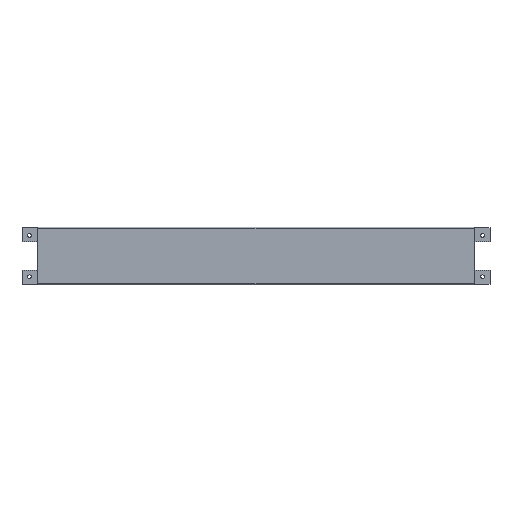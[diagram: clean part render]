
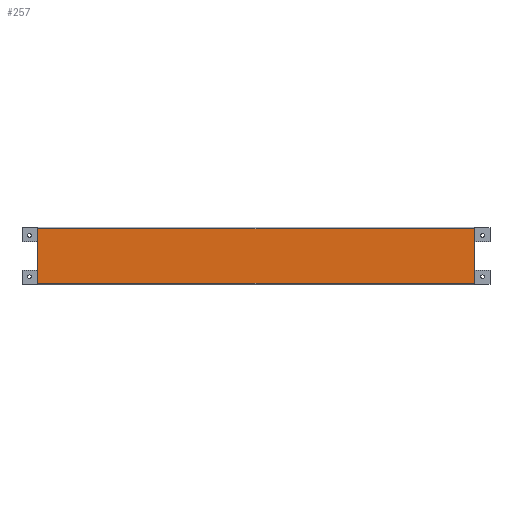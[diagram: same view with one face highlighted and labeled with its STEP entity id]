
A CAD part, top view. The second image highlights one B-rep face of the part: STEP entity #257.
In plain terms, the highlighted planar face has unit normal (0, 0, 1).
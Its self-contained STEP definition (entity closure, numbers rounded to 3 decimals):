
#3 = DIRECTION ( 'NONE',  ( 0., 0., 1. ) ) ;
#153 = VECTOR ( 'NONE', #1224, 1000. ) ;
#154 = LINE ( 'NONE', #1239, #153 ) ;
#257 = ADVANCED_FACE ( 'NONE', ( #1083 ), #1713, .T. ) ;
#273 = VECTOR ( 'NONE', #1540, 1000. ) ;
#278 = LINE ( 'NONE', #1399, #273 ) ;
#314 = EDGE_CURVE ( 'NONE', #1001, #990, #1104, .T. ) ;
#317 = EDGE_CURVE ( 'NONE', #990, #985, #1070, .T. ) ;
#409 = ORIENTED_EDGE ( 'NONE', *, *, #696, .T. ) ;
#410 = ORIENTED_EDGE ( 'NONE', *, *, #811, .T. ) ;
#416 = ORIENTED_EDGE ( 'NONE', *, *, #314, .T. ) ;
#417 = ORIENTED_EDGE ( 'NONE', *, *, #317, .T. ) ;
#696 = EDGE_CURVE ( 'NONE', #985, #999, #154, .T. ) ;
#764 = EDGE_LOOP ( 'NONE', ( #416, #417, #409, #410 ) ) ;
#811 = EDGE_CURVE ( 'NONE', #999, #1001, #278, .T. ) ;
#858 = CARTESIAN_POINT ( 'NONE',  ( -295., -37., 2. ) ) ;
#862 = DIRECTION ( 'NONE',  ( 1., 0., 0. ) ) ;
#985 = VERTEX_POINT ( 'NONE', #1521 ) ;
#990 = VERTEX_POINT ( 'NONE', #1515 ) ;
#999 = VERTEX_POINT ( 'NONE', #1532 ) ;
#1001 = VERTEX_POINT ( 'NONE', #1508 ) ;
#1047 = VECTOR ( 'NONE', #1275, 1000. ) ;
#1055 = VECTOR ( 'NONE', #1161, 1000. ) ;
#1070 = LINE ( 'NONE', #1277, #1047 ) ;
#1083 = FACE_OUTER_BOUND ( 'NONE', #764, .T. ) ;
#1104 = LINE ( 'NONE', #1162, #1055 ) ;
#1161 = DIRECTION ( 'NONE',  ( 0., -1., 0. ) ) ;
#1162 = CARTESIAN_POINT ( 'NONE',  ( -295., 37., 2. ) ) ;
#1224 = DIRECTION ( 'NONE',  ( 0., 1., 0. ) ) ;
#1239 = CARTESIAN_POINT ( 'NONE',  ( 295., 37., 2. ) ) ;
#1275 = DIRECTION ( 'NONE',  ( 1., 0., 0. ) ) ;
#1277 = CARTESIAN_POINT ( 'NONE',  ( -295., -36.99, 2. ) ) ;
#1399 = CARTESIAN_POINT ( 'NONE',  ( 295., 36.99, 2. ) ) ;
#1508 = CARTESIAN_POINT ( 'NONE',  ( -295., 36.99, 2. ) ) ;
#1515 = CARTESIAN_POINT ( 'NONE',  ( -295., -36.99, 2. ) ) ;
#1521 = CARTESIAN_POINT ( 'NONE',  ( 295., -36.99, 2. ) ) ;
#1532 = CARTESIAN_POINT ( 'NONE',  ( 295., 36.99, 2. ) ) ;
#1540 = DIRECTION ( 'NONE',  ( -1., 0., 0. ) ) ;
#1601 = AXIS2_PLACEMENT_3D ( 'NONE', #858, #3, #862 ) ;
#1713 = PLANE ( 'NONE',  #1601 ) ;
